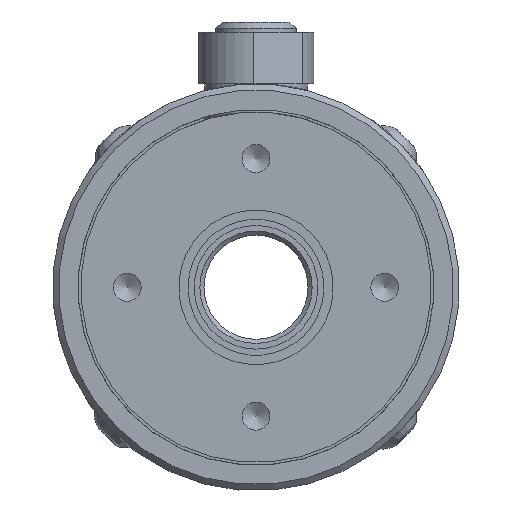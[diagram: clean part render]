
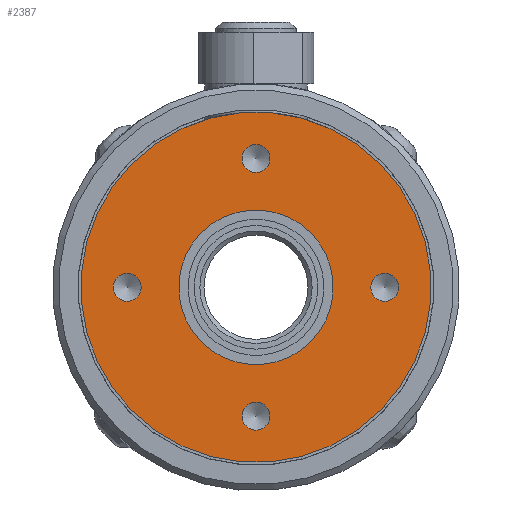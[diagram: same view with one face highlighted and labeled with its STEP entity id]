
A CAD part, front view. The second image highlights one B-rep face of the part: STEP entity #2387.
In plain terms, the highlighted planar face has unit normal (0, -1, 0).
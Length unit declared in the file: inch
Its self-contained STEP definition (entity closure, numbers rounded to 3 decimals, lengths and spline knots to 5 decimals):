
#1884=CARTESIAN_POINT('',(-7.16376,-5.99358,0.74936));
#1885=VERTEX_POINT('',#1884);
#1886=CARTESIAN_POINT('',(-7.7648,-5.99358,0.14832));
#1887=DIRECTION('',(0.,-1.0,0.));
#1888=DIRECTION('',(0.707,0.,0.707));
#1889=AXIS2_PLACEMENT_3D('',#1886,#1887,#1888);
#1890=CIRCLE('',#1889,0.85);
#1891=EDGE_CURVE('',#1885,#1885,#1890,.T.);
#1970=CARTESIAN_POINT('',(-7.81289,-5.99358,-0.4286));
#1971=VERTEX_POINT('',#1970);
#1972=CARTESIAN_POINT('',(-7.7648,-5.99358,-0.47668));
#1973=DIRECTION('',(0.,1.0,0.));
#1974=DIRECTION('',(-0.707,0.,0.707));
#1975=AXIS2_PLACEMENT_3D('',#1972,#1973,#1974);
#1976=CIRCLE('',#1975,0.068);
#1977=EDGE_CURVE('',#1971,#1971,#1976,.T.);
#2007=CARTESIAN_POINT('',(-8.34172,-5.99358,0.1964));
#2008=VERTEX_POINT('',#2007);
#2009=CARTESIAN_POINT('',(-8.3898,-5.99358,0.14832));
#2010=DIRECTION('',(0.,1.,0.));
#2011=DIRECTION('',(0.707,0.,0.707));
#2012=AXIS2_PLACEMENT_3D('',#2009,#2010,#2011);
#2013=CIRCLE('',#2012,0.068);
#2014=EDGE_CURVE('',#2008,#2008,#2013,.T.);
#2044=CARTESIAN_POINT('',(-7.71672,-5.99358,0.72523));
#2045=VERTEX_POINT('',#2044);
#2046=CARTESIAN_POINT('',(-7.7648,-5.99358,0.77332));
#2047=DIRECTION('',(0.,1.0,0.));
#2048=DIRECTION('',(0.707,0.,-0.707));
#2049=AXIS2_PLACEMENT_3D('',#2046,#2047,#2048);
#2050=CIRCLE('',#2049,0.068);
#2051=EDGE_CURVE('',#2045,#2045,#2050,.T.);
#2081=CARTESIAN_POINT('',(-7.18789,-5.99358,0.10023));
#2082=VERTEX_POINT('',#2081);
#2083=CARTESIAN_POINT('',(-7.1398,-5.99358,0.14832));
#2084=DIRECTION('',(0.,1.,0.));
#2085=DIRECTION('',(-0.707,0.,-0.707));
#2086=AXIS2_PLACEMENT_3D('',#2083,#2084,#2085);
#2087=CIRCLE('',#2086,0.068);
#2088=EDGE_CURVE('',#2082,#2082,#2087,.T.);
#2300=CARTESIAN_POINT('',(-8.02997,-5.99358,0.41348));
#2301=VERTEX_POINT('',#2300);
#2302=CARTESIAN_POINT('',(-7.7648,-5.99358,0.14832));
#2303=DIRECTION('',(0.,1.0,0.));
#2304=DIRECTION('',(0.707,0.,-0.707));
#2305=AXIS2_PLACEMENT_3D('',#2302,#2303,#2304);
#2306=CIRCLE('',#2305,0.375);
#2307=EDGE_CURVE('',#2301,#2301,#2306,.T.);
#2364=CARTESIAN_POINT('',(-7.46428,-5.99358,0.44884));
#2365=DIRECTION('',(0.,-1.0,0.));
#2366=DIRECTION('',(-0.707,0.,0.707));
#2367=AXIS2_PLACEMENT_3D('',#2364,#2365,#2366);
#2368=PLANE('',#2367);
#2369=ORIENTED_EDGE('',*,*,#1891,.T.);
#2370=EDGE_LOOP('',(#2369));
#2371=FACE_OUTER_BOUND('',#2370,.T.);
#2372=ORIENTED_EDGE('',*,*,#1977,.T.);
#2373=EDGE_LOOP('',(#2372));
#2374=FACE_BOUND('',#2373,.T.);
#2375=ORIENTED_EDGE('',*,*,#2014,.T.);
#2376=EDGE_LOOP('',(#2375));
#2377=FACE_BOUND('',#2376,.T.);
#2378=ORIENTED_EDGE('',*,*,#2051,.T.);
#2379=EDGE_LOOP('',(#2378));
#2380=FACE_BOUND('',#2379,.T.);
#2381=ORIENTED_EDGE('',*,*,#2088,.T.);
#2382=EDGE_LOOP('',(#2381));
#2383=FACE_BOUND('',#2382,.T.);
#2384=ORIENTED_EDGE('',*,*,#2307,.T.);
#2385=EDGE_LOOP('',(#2384));
#2386=FACE_BOUND('',#2385,.T.);
#2387=ADVANCED_FACE('',(#2371,#2374,#2377,#2380,#2383,#2386),#2368,.T.);
